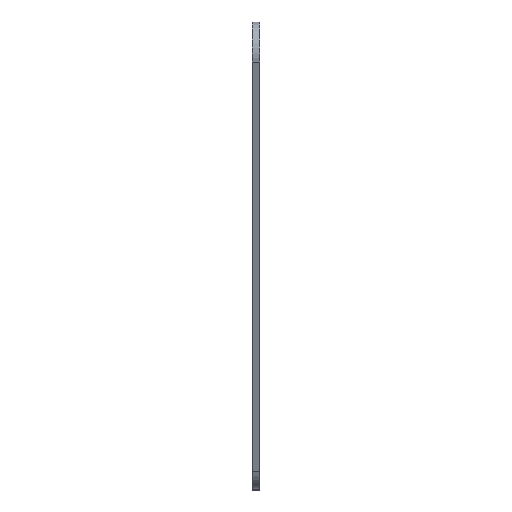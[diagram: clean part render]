
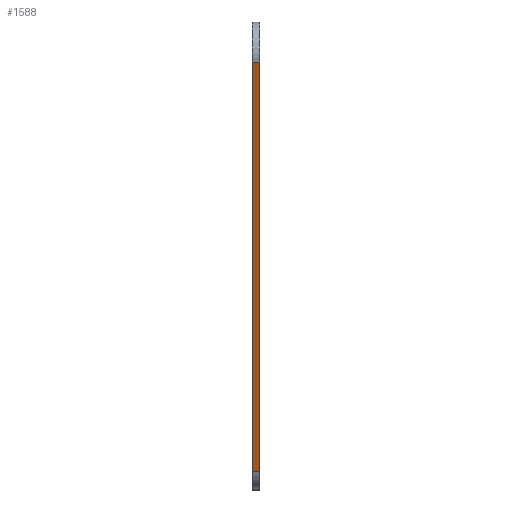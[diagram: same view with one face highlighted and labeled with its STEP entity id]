
A CAD part, top view. The second image highlights one B-rep face of the part: STEP entity #1588.
In plain terms, the highlighted planar face has unit normal (0, -0.374, 0.927).
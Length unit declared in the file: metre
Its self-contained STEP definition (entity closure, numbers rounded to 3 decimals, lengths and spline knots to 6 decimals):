
#26=PLANE('',#2188);
#103=LINE('',#2978,#205);
#104=LINE('',#2982,#206);
#105=LINE('',#2984,#207);
#106=LINE('',#2986,#208);
#205=VECTOR('',#2509,1.);
#206=VECTOR('',#2514,1.);
#207=VECTOR('',#2515,1.);
#208=VECTOR('',#2516,1.);
#378=ORIENTED_EDGE('',*,*,#760,.T.);
#379=ORIENTED_EDGE('',*,*,#761,.F.);
#380=ORIENTED_EDGE('',*,*,#762,.F.);
#381=ORIENTED_EDGE('',*,*,#758,.T.);
#758=EDGE_CURVE('',#935,#934,#103,.T.);
#760=EDGE_CURVE('',#934,#936,#104,.T.);
#761=EDGE_CURVE('',#937,#936,#105,.T.);
#762=EDGE_CURVE('',#935,#937,#106,.T.);
#934=VERTEX_POINT('',#2977);
#935=VERTEX_POINT('',#2979);
#936=VERTEX_POINT('',#2983);
#937=VERTEX_POINT('',#2985);
#1150=EDGE_LOOP('',(#378,#379,#380,#381));
#1304=FACE_BOUND('',#1150,.T.);
#1588=ADVANCED_FACE('',(#1304),#26,.F.);
#2188=AXIS2_PLACEMENT_3D('',#2981,#2512,#2513);
#2509=DIRECTION('',(-1.,0.,0.));
#2512=DIRECTION('',(0.,0.374,-0.927));
#2513=DIRECTION('',(0.,0.927,0.374));
#2514=DIRECTION('',(0.,-0.927,-0.374));
#2515=DIRECTION('',(-1.,0.,0.));
#2516=DIRECTION('',(0.,-0.927,-0.374));
#2977=CARTESIAN_POINT('',(0.,0.1813,0.193055));
#2978=CARTESIAN_POINT('',(0.001626,0.1813,0.193055));
#2979=CARTESIAN_POINT('',(0.001626,0.1813,0.193055));
#2981=CARTESIAN_POINT('',(0.001626,0.136878,0.175144));
#2982=CARTESIAN_POINT('',(0.,0.136878,0.175144));
#2983=CARTESIAN_POINT('',(0.,0.092457,0.157233));
#2984=CARTESIAN_POINT('',(0.001626,0.092457,0.157233));
#2985=CARTESIAN_POINT('',(0.001626,0.092457,0.157233));
#2986=CARTESIAN_POINT('',(0.001626,0.136878,0.175144));
